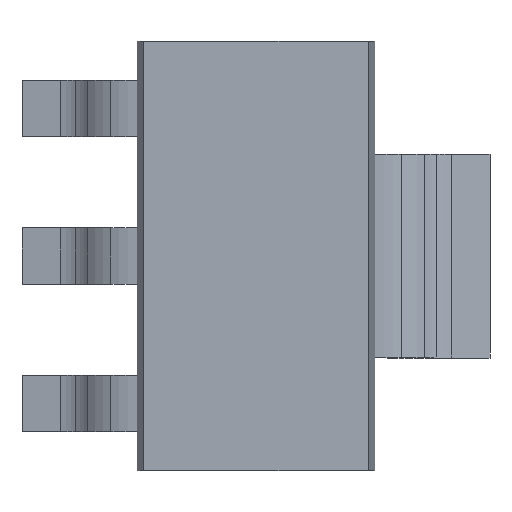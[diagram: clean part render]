
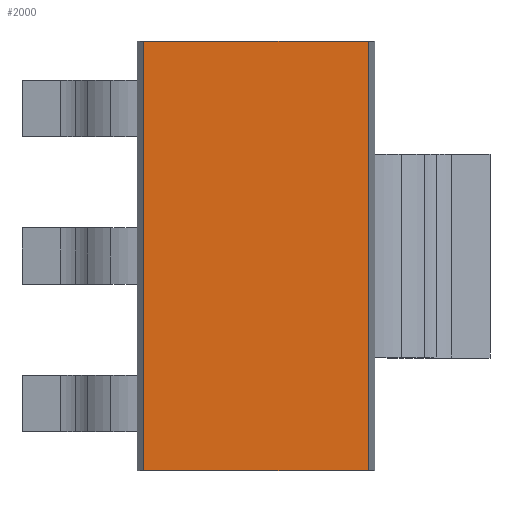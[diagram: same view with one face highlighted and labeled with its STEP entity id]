
A CAD part, top view. The second image highlights one B-rep face of the part: STEP entity #2000.
In plain terms, the highlighted planar face has unit normal (0, 0, 1).
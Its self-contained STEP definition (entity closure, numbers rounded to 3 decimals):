
#1937=CARTESIAN_POINT('',(1.751,3.35,1.814));
#1938=VERTEX_POINT('',#1937);
#1945=CARTESIAN_POINT('',(1.751,-3.35,1.814));
#1946=VERTEX_POINT('',#1945);
#1947=CARTESIAN_POINT('',(1.751,-3.35,1.814));
#1948=DIRECTION('',(0.0,1.0,0.0));
#1949=VECTOR('',#1948,6.7);
#1950=LINE('',#1947,#1949);
#1951=EDGE_CURVE('',#1946,#1938,#1950,.T.);
#1970=CARTESIAN_POINT('',(1.751,-3.35,1.814));
#1971=DIRECTION('',(0.0,0.0,1.0));
#1972=DIRECTION('',(1.0,0.0,0.0));
#1973=AXIS2_PLACEMENT_3D('',#1970,#1971,#1972);
#1974=PLANE('',#1973);
#1975=CARTESIAN_POINT('',(-1.753,3.35,1.814));
#1976=VERTEX_POINT('',#1975);
#1977=CARTESIAN_POINT('',(1.751,3.35,1.814));
#1978=DIRECTION('',(-1.0,0.0,0.0));
#1979=VECTOR('',#1978,3.504);
#1980=LINE('',#1977,#1979);
#1981=EDGE_CURVE('',#1938,#1976,#1980,.T.);
#1982=ORIENTED_EDGE('',*,*,#1981,.T.);
#1983=CARTESIAN_POINT('',(-1.753,-3.35,1.814));
#1984=VERTEX_POINT('',#1983);
#1985=CARTESIAN_POINT('',(-1.753,-3.35,1.814));
#1986=DIRECTION('',(0.0,1.0,0.0));
#1987=VECTOR('',#1986,6.7);
#1988=LINE('',#1985,#1987);
#1989=EDGE_CURVE('',#1984,#1976,#1988,.T.);
#1990=ORIENTED_EDGE('',*,*,#1989,.F.);
#1991=CARTESIAN_POINT('',(-1.753,-3.35,1.814));
#1992=DIRECTION('',(1.0,0.0,0.0));
#1993=VECTOR('',#1992,3.504);
#1994=LINE('',#1991,#1993);
#1995=EDGE_CURVE('',#1984,#1946,#1994,.T.);
#1996=ORIENTED_EDGE('',*,*,#1995,.T.);
#1997=ORIENTED_EDGE('',*,*,#1951,.T.);
#1998=EDGE_LOOP('',(#1982,#1990,#1996,#1997));
#1999=FACE_OUTER_BOUND('',#1998,.T.);
#2000=ADVANCED_FACE('',(#1999),#1974,.T.);
